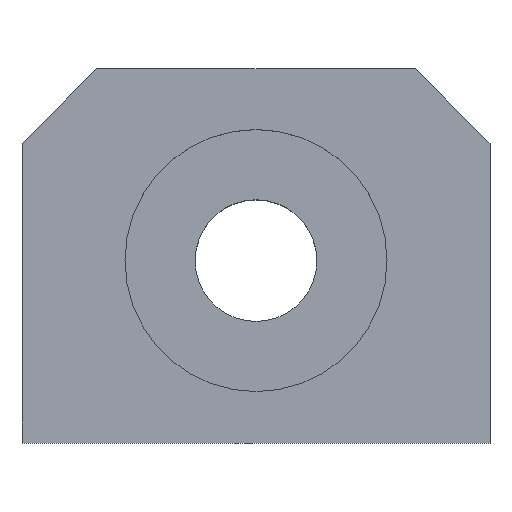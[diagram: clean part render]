
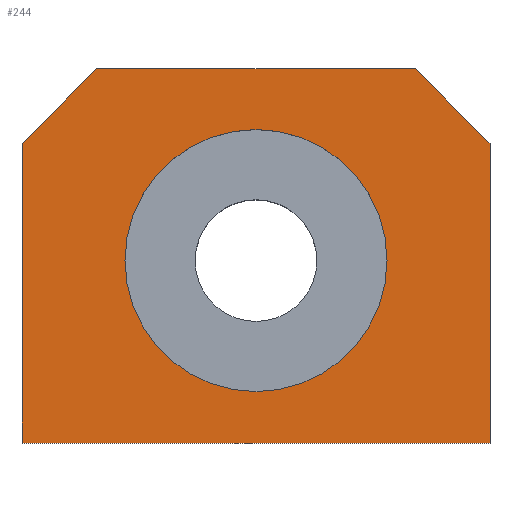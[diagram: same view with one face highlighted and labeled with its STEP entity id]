
A CAD part, top view. The second image highlights one B-rep face of the part: STEP entity #244.
In plain terms, the highlighted planar face has unit normal (0, 0, 1).
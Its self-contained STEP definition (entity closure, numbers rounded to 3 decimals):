
#10 = VECTOR ( 'NONE', #337, 1000. ) ;
#14 = DIRECTION ( 'NONE',  ( 0., 0., 1. ) ) ;
#15 = ORIENTED_EDGE ( 'NONE', *, *, #265, .F. ) ;
#17 = EDGE_CURVE ( 'NONE', #367, #397, #271, .T. ) ;
#22 = ORIENTED_EDGE ( 'NONE', *, *, #137, .T. ) ;
#24 = CARTESIAN_POINT ( 'NONE',  ( 0., 16., 5. ) ) ;
#25 = DIRECTION ( 'NONE',  ( -0.707, -0.707, 0. ) ) ;
#29 = VERTEX_POINT ( 'NONE', #99 ) ;
#32 = VECTOR ( 'NONE', #355, 1000. ) ;
#33 = VECTOR ( 'NONE', #249, 1000. ) ;
#39 = VERTEX_POINT ( 'NONE', #60 ) ;
#47 = ORIENTED_EDGE ( 'NONE', *, *, #143, .T. ) ;
#48 = CARTESIAN_POINT ( 'NONE',  ( 21., 20., 5. ) ) ;
#53 = CARTESIAN_POINT ( 'NONE',  ( 25., 0., 5. ) ) ;
#55 = CARTESIAN_POINT ( 'NONE',  ( 25., 0., 5. ) ) ;
#60 = CARTESIAN_POINT ( 'NONE',  ( 25., 16., 5. ) ) ;
#61 = LINE ( 'NONE', #351, #256 ) ;
#69 = EDGE_CURVE ( 'NONE', #230, #39, #343, .T. ) ;
#96 = CIRCLE ( 'NONE', #155, 7. ) ;
#99 = CARTESIAN_POINT ( 'NONE',  ( 4., 20., 5. ) ) ;
#108 = DIRECTION ( 'NONE',  ( 1., 0., 0. ) ) ;
#121 = DIRECTION ( 'NONE',  ( 1., 0., 0. ) ) ;
#124 = LINE ( 'NONE', #173, #154 ) ;
#134 = EDGE_LOOP ( 'NONE', ( #160, #174, #330, #22, #205, #47 ) ) ;
#137 = EDGE_CURVE ( 'NONE', #39, #191, #61, .T. ) ;
#143 = EDGE_CURVE ( 'NONE', #29, #367, #124, .T. ) ;
#153 = CARTESIAN_POINT ( 'NONE',  ( 21., 20., 5. ) ) ;
#154 = VECTOR ( 'NONE', #25, 1000. ) ;
#155 = AXIS2_PLACEMENT_3D ( 'NONE', #181, #289, #121 ) ;
#160 = ORIENTED_EDGE ( 'NONE', *, *, #17, .T. ) ;
#168 = DIRECTION ( 'NONE',  ( 1., 0., 0. ) ) ;
#172 = CARTESIAN_POINT ( 'NONE',  ( 0., 0., 5. ) ) ;
#173 = CARTESIAN_POINT ( 'NONE',  ( 4., 20., 5. ) ) ;
#174 = ORIENTED_EDGE ( 'NONE', *, *, #365, .T. ) ;
#175 = CIRCLE ( 'NONE', #406, 7. ) ;
#179 = CARTESIAN_POINT ( 'NONE',  ( 0., 0., 5. ) ) ;
#181 = CARTESIAN_POINT ( 'NONE',  ( 12.5, 9.75, 5. ) ) ;
#191 = VERTEX_POINT ( 'NONE', #153 ) ;
#197 = DIRECTION ( 'NONE',  ( -1., 0., 0. ) ) ;
#205 = ORIENTED_EDGE ( 'NONE', *, *, #221, .T. ) ;
#217 = CARTESIAN_POINT ( 'NONE',  ( 0., 0., 5. ) ) ;
#221 = EDGE_CURVE ( 'NONE', #191, #29, #323, .T. ) ;
#230 = VERTEX_POINT ( 'NONE', #53 ) ;
#242 = EDGE_LOOP ( 'NONE', ( #390, #15 ) ) ;
#244 = ADVANCED_FACE ( 'NONE', ( #366, #336 ), #342, .T. ) ;
#249 = DIRECTION ( 'NONE',  ( 0., 1., 0. ) ) ;
#256 = VECTOR ( 'NONE', #283, 1000. ) ;
#265 = EDGE_CURVE ( 'NONE', #403, #393, #175, .T. ) ;
#271 = LINE ( 'NONE', #328, #10 ) ;
#282 = CARTESIAN_POINT ( 'NONE',  ( 19.5, 9.75, 5. ) ) ;
#283 = DIRECTION ( 'NONE',  ( -0.707, 0.707, 0. ) ) ;
#284 = VECTOR ( 'NONE', #197, 1000. ) ;
#286 = CARTESIAN_POINT ( 'NONE',  ( 5.5, 9.75, 5. ) ) ;
#289 = DIRECTION ( 'NONE',  ( 0., 0., 1. ) ) ;
#306 = EDGE_CURVE ( 'NONE', #393, #403, #96, .T. ) ;
#323 = LINE ( 'NONE', #48, #284 ) ;
#328 = CARTESIAN_POINT ( 'NONE',  ( 0., 16., 5. ) ) ;
#330 = ORIENTED_EDGE ( 'NONE', *, *, #69, .T. ) ;
#336 = FACE_OUTER_BOUND ( 'NONE', #134, .T. ) ;
#337 = DIRECTION ( 'NONE',  ( 0., -1., 0. ) ) ;
#342 = PLANE ( 'NONE',  #381 ) ;
#343 = LINE ( 'NONE', #55, #33 ) ;
#346 = LINE ( 'NONE', #217, #32 ) ;
#351 = CARTESIAN_POINT ( 'NONE',  ( 21., 20., 5. ) ) ;
#355 = DIRECTION ( 'NONE',  ( 1., 0., 0. ) ) ;
#365 = EDGE_CURVE ( 'NONE', #397, #230, #346, .T. ) ;
#366 = FACE_BOUND ( 'NONE', #242, .T. ) ;
#367 = VERTEX_POINT ( 'NONE', #24 ) ;
#381 = AXIS2_PLACEMENT_3D ( 'NONE', #172, #14, #168 ) ;
#387 = DIRECTION ( 'NONE',  ( 0., 0., 1. ) ) ;
#390 = ORIENTED_EDGE ( 'NONE', *, *, #306, .F. ) ;
#392 = CARTESIAN_POINT ( 'NONE',  ( 12.5, 9.75, 5. ) ) ;
#393 = VERTEX_POINT ( 'NONE', #282 ) ;
#397 = VERTEX_POINT ( 'NONE', #179 ) ;
#403 = VERTEX_POINT ( 'NONE', #286 ) ;
#406 = AXIS2_PLACEMENT_3D ( 'NONE', #392, #387, #108 ) ;
